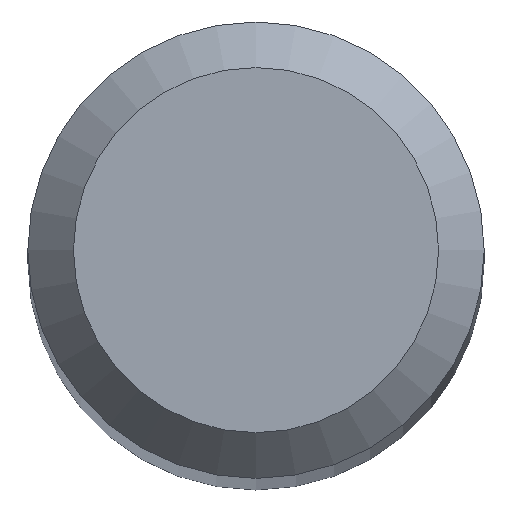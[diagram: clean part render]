
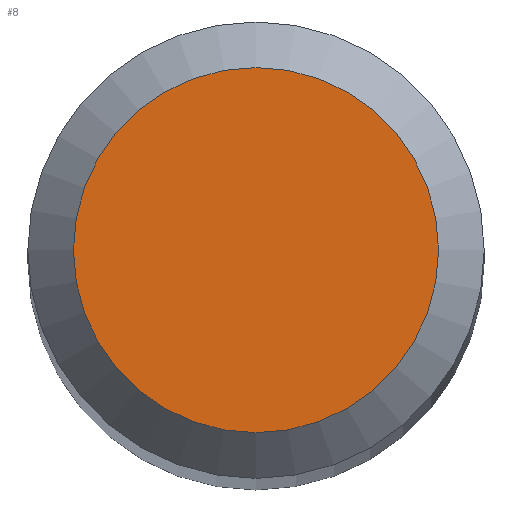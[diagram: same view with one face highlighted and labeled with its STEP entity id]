
A CAD part, top view. The second image highlights one B-rep face of the part: STEP entity #8.
In plain terms, the highlighted planar face has unit normal (0, 0, 1).
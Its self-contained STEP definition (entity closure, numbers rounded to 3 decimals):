
#8 = ADVANCED_FACE ( 'NONE', ( #188 ), #61, .F. ) ;
#9 = CARTESIAN_POINT ( 'NONE',  ( 0., 0., 38. ) ) ;
#61 = PLANE ( 'NONE',  #176 ) ;
#82 = ORIENTED_EDGE ( 'NONE', *, *, #301, .F. ) ;
#113 = DIRECTION ( 'NONE',  ( 0., 0., -1. ) ) ;
#138 = CIRCLE ( 'NONE', #159, 0.8 ) ;
#142 = VERTEX_POINT ( 'NONE', #285 ) ;
#159 = AXIS2_PLACEMENT_3D ( 'NONE', #227, #113, #245 ) ;
#176 = AXIS2_PLACEMENT_3D ( 'NONE', #9, #263, #279 ) ;
#188 = FACE_OUTER_BOUND ( 'NONE', #283, .T. ) ;
#227 = CARTESIAN_POINT ( 'NONE',  ( 0., 0., 38. ) ) ;
#245 = DIRECTION ( 'NONE',  ( 0., 1., 0. ) ) ;
#263 = DIRECTION ( 'NONE',  ( 0., 0., -1. ) ) ;
#279 = DIRECTION ( 'NONE',  ( 0., 1., 0. ) ) ;
#283 = EDGE_LOOP ( 'NONE', ( #82 ) ) ;
#285 = CARTESIAN_POINT ( 'NONE',  ( 0., 0.8, 38. ) ) ;
#301 = EDGE_CURVE ( 'NONE', #142, #142, #138, .T. ) ;
